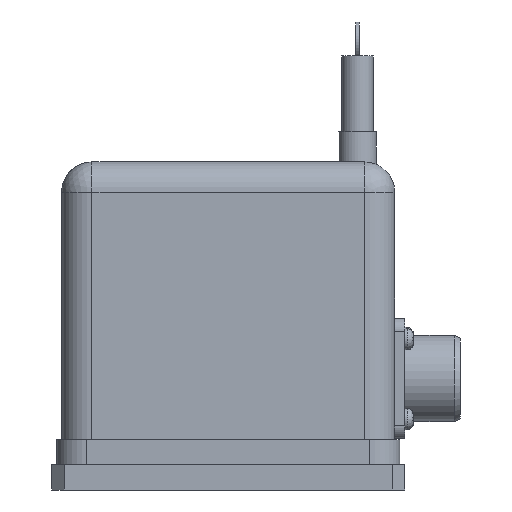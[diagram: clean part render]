
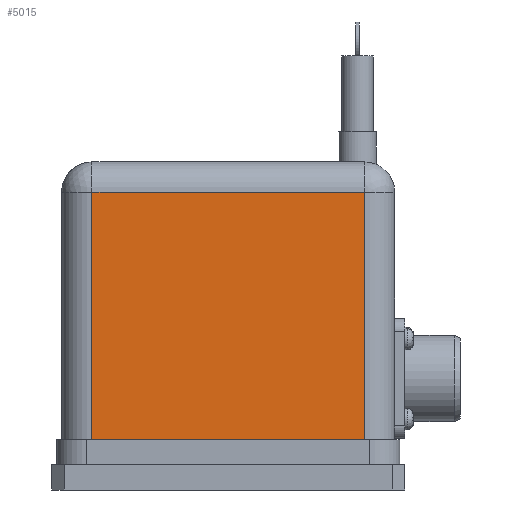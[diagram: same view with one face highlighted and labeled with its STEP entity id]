
A CAD part, left-side view. The second image highlights one B-rep face of the part: STEP entity #5015.
In plain terms, the highlighted planar face has unit normal (-1, 0, 0).
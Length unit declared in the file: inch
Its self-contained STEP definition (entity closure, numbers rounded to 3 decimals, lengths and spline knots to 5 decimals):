
#4652=CARTESIAN_POINT('',(0.7,0.4,0.5));
#4653=VERTEX_POINT('',#4652);
#4661=CARTESIAN_POINT('',(0.7,3.1,0.5));
#4662=VERTEX_POINT('',#4661);
#4663=CARTESIAN_POINT('',(0.7,3.1,0.5));
#4664=DIRECTION('',(0.0,-1.0,0.0));
#4665=VECTOR('',#4664,2.7);
#4666=LINE('',#4663,#4665);
#4667=EDGE_CURVE('',#4662,#4653,#4666,.T.);
#4765=CARTESIAN_POINT('',(0.7,3.1,2.95));
#4766=VERTEX_POINT('',#4765);
#4767=CARTESIAN_POINT('',(0.7,3.1,0.5));
#4768=DIRECTION('',(0.0,0.0,1.0));
#4769=VECTOR('',#4768,2.45);
#4770=LINE('',#4767,#4769);
#4771=EDGE_CURVE('',#4662,#4766,#4770,.T.);
#4863=CARTESIAN_POINT('',(0.7,0.4,2.95));
#4864=VERTEX_POINT('',#4863);
#4888=CARTESIAN_POINT('',(0.7,3.1,2.95));
#4889=DIRECTION('',(0.0,-1.0,0.0));
#4890=VECTOR('',#4889,2.7);
#4891=LINE('',#4888,#4890);
#4892=EDGE_CURVE('',#4766,#4864,#4891,.T.);
#4924=CARTESIAN_POINT('',(0.7,0.4,2.95));
#4925=DIRECTION('',(0.0,0.0,-1.0));
#4926=VECTOR('',#4925,2.45);
#4927=LINE('',#4924,#4926);
#4928=EDGE_CURVE('',#4864,#4653,#4927,.T.);
#5004=CARTESIAN_POINT('',(0.7,0.1,0.25));
#5005=DIRECTION('',(-1.0,0.0,0.0));
#5006=DIRECTION('',(0.0,0.0,1.0));
#5007=AXIS2_PLACEMENT_3D('',#5004,#5005,#5006);
#5008=PLANE('',#5007);
#5009=ORIENTED_EDGE('',*,*,#4667,.T.);
#5010=ORIENTED_EDGE('',*,*,#4928,.F.);
#5011=ORIENTED_EDGE('',*,*,#4892,.F.);
#5012=ORIENTED_EDGE('',*,*,#4771,.F.);
#5013=EDGE_LOOP('',(#5009,#5010,#5011,#5012));
#5014=FACE_OUTER_BOUND('',#5013,.T.);
#5015=ADVANCED_FACE('',(#5014),#5008,.T.);
